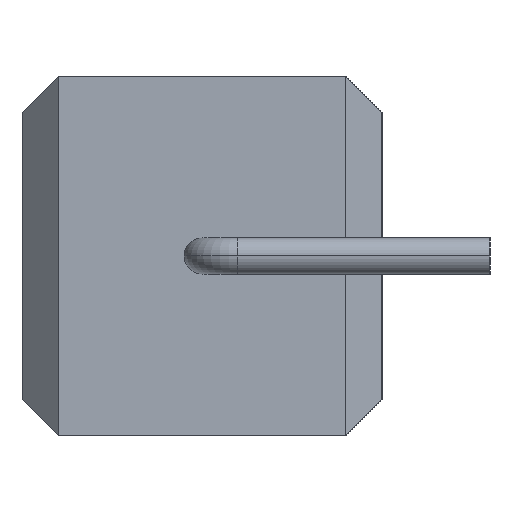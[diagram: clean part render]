
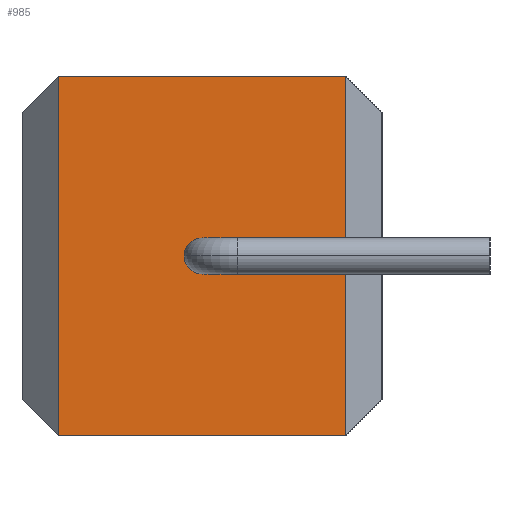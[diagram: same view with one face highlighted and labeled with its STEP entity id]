
A CAD part, left-side view. The second image highlights one B-rep face of the part: STEP entity #985.
In plain terms, the highlighted planar face has unit normal (-1, 0, 0).
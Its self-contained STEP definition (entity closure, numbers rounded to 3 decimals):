
#1 = DIRECTION ( 'NONE',  ( 0., 0., -1. ) ) ;
#51 = DIRECTION ( 'NONE',  ( 0., 0., -1. ) ) ;
#52 = ORIENTED_EDGE ( 'NONE', *, *, #525, .T. ) ;
#60 = VECTOR ( 'NONE', #121, 1000. ) ;
#70 = ORIENTED_EDGE ( 'NONE', *, *, #265, .F. ) ;
#72 = LINE ( 'NONE', #549, #844 ) ;
#92 = ORIENTED_EDGE ( 'NONE', *, *, #1126, .F. ) ;
#117 = EDGE_CURVE ( 'NONE', #893, #971, #1160, .T. ) ;
#119 = DIRECTION ( 'NONE',  ( 0., 0., -1. ) ) ;
#120 = AXIS2_PLACEMENT_3D ( 'NONE', #661, #936, #119 ) ;
#121 = DIRECTION ( 'NONE',  ( 0., 0., 1. ) ) ;
#128 = CARTESIAN_POINT ( 'NONE',  ( -23.5, -4., 5. ) ) ;
#135 = AXIS2_PLACEMENT_3D ( 'NONE', #255, #620, #168 ) ;
#168 = DIRECTION ( 'NONE',  ( 0., 0., -1. ) ) ;
#216 = CARTESIAN_POINT ( 'NONE',  ( -23.5, 4., 5. ) ) ;
#253 = CARTESIAN_POINT ( 'NONE',  ( -23.5, -4., -5. ) ) ;
#255 = CARTESIAN_POINT ( 'NONE',  ( -23.5, 0., 0. ) ) ;
#265 = EDGE_CURVE ( 'NONE', #971, #893, #842, .T. ) ;
#332 = CARTESIAN_POINT ( 'NONE',  ( -23.5, 5., 5. ) ) ;
#344 = VERTEX_POINT ( 'NONE', #955 ) ;
#379 = PLANE ( 'NONE',  #941 ) ;
#408 = VECTOR ( 'NONE', #694, 1000. ) ;
#450 = CARTESIAN_POINT ( 'NONE',  ( -23.5, -4., 5. ) ) ;
#479 = CARTESIAN_POINT ( 'NONE',  ( -23.5, 5., -5. ) ) ;
#515 = ORIENTED_EDGE ( 'NONE', *, *, #1088, .T. ) ;
#520 = EDGE_LOOP ( 'NONE', ( #70, #697 ) ) ;
#525 = EDGE_CURVE ( 'NONE', #551, #924, #937, .T. ) ;
#542 = EDGE_CURVE ( 'NONE', #344, #551, #568, .T. ) ;
#549 = CARTESIAN_POINT ( 'NONE',  ( -23.5, 5., 5. ) ) ;
#551 = VERTEX_POINT ( 'NONE', #253 ) ;
#562 = FACE_BOUND ( 'NONE', #520, .T. ) ;
#568 = LINE ( 'NONE', #479, #408 ) ;
#590 = DIRECTION ( 'NONE',  ( 1., 0., 0. ) ) ;
#620 = DIRECTION ( 'NONE',  ( -1., 0., 0. ) ) ;
#626 = CARTESIAN_POINT ( 'NONE',  ( -23.5, 4., 5. ) ) ;
#661 = CARTESIAN_POINT ( 'NONE',  ( -23.5, 0., 0. ) ) ;
#694 = DIRECTION ( 'NONE',  ( 0., -1., 0. ) ) ;
#697 = ORIENTED_EDGE ( 'NONE', *, *, #117, .F. ) ;
#760 = CARTESIAN_POINT ( 'NONE',  ( -23.5, -0.5, 0. ) ) ;
#783 = VERTEX_POINT ( 'NONE', #216 ) ;
#794 = ORIENTED_EDGE ( 'NONE', *, *, #542, .T. ) ;
#821 = EDGE_LOOP ( 'NONE', ( #794, #52, #92, #515 ) ) ;
#842 = CIRCLE ( 'NONE', #120, 0.5 ) ;
#844 = VECTOR ( 'NONE', #984, 1000. ) ;
#893 = VERTEX_POINT ( 'NONE', #1004 ) ;
#897 = LINE ( 'NONE', #626, #1167 ) ;
#924 = VERTEX_POINT ( 'NONE', #450 ) ;
#936 = DIRECTION ( 'NONE',  ( -1., 0., 0. ) ) ;
#937 = LINE ( 'NONE', #128, #60 ) ;
#941 = AXIS2_PLACEMENT_3D ( 'NONE', #332, #590, #51 ) ;
#955 = CARTESIAN_POINT ( 'NONE',  ( -23.5, 4., -5. ) ) ;
#971 = VERTEX_POINT ( 'NONE', #760 ) ;
#984 = DIRECTION ( 'NONE',  ( 0., -1., 0. ) ) ;
#985 = ADVANCED_FACE ( 'NONE', ( #562, #1132 ), #379, .F. ) ;
#1004 = CARTESIAN_POINT ( 'NONE',  ( -23.5, 0.5, 0. ) ) ;
#1088 = EDGE_CURVE ( 'NONE', #783, #344, #897, .T. ) ;
#1126 = EDGE_CURVE ( 'NONE', #783, #924, #72, .T. ) ;
#1132 = FACE_OUTER_BOUND ( 'NONE', #821, .T. ) ;
#1160 = CIRCLE ( 'NONE', #135, 0.5 ) ;
#1167 = VECTOR ( 'NONE', #1, 1000. ) ;
